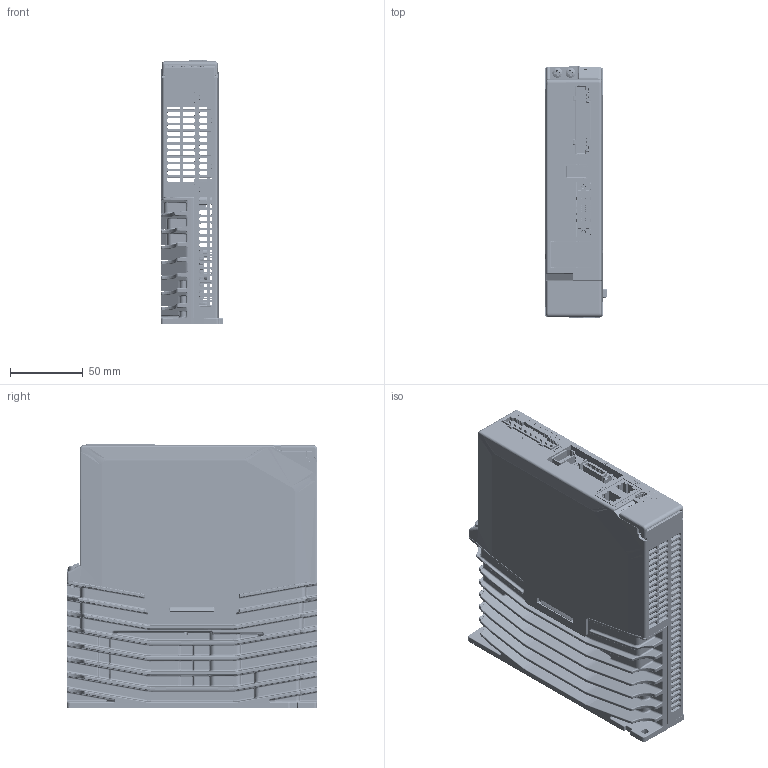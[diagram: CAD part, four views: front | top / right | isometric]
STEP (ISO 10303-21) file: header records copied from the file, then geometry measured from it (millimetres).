
FILE_DESCRIPTION (( 'STEP AP203' ), '1' );
FILE_NAME ('A½á¹¹DX3.STEP', '2022-03-31T05:23:31', ( '' ), ( '' ), 'SwSTEP 2.0', 'SolidWorks 2018', '' );
FILE_SCHEMA (( 'CONFIG_CONTROL_DESIGN' ));
Length unit declared in the file: millimetre
Products named in the file (2): A賦凳DX3
Bounding box: 43 x 172 x 181 mm (x, y, z)
Volume: 345582.3 mm3; surface area: 284734.3 mm2
Topology: 45 solids, 116 shells, 10034 faces, 26285 edges, 16677 vertices
Faces by surface type: plane 6148, cylinder 1900, bspline 1374, cone 492, torus 78, sphere 42
Entity records: 374033 total; most frequent: CARTESIAN_POINT 141999, ORIENTED_EDGE 52236, DIRECTION 41212, EDGE_CURVE 26118, VECTOR 17692, LINE 17692, VERTEX_POINT 16674, AXIS2_PLACEMENT_3D 11760
